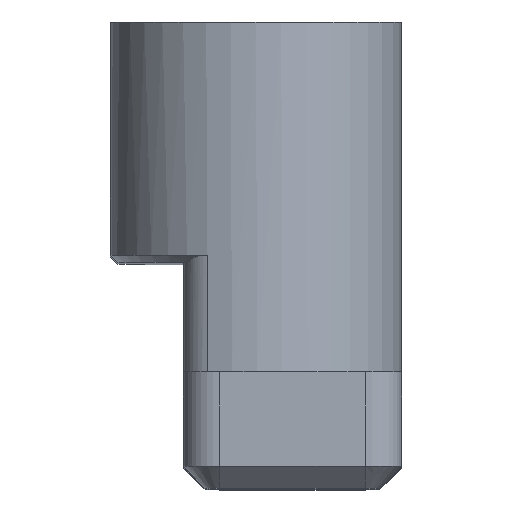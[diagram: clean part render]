
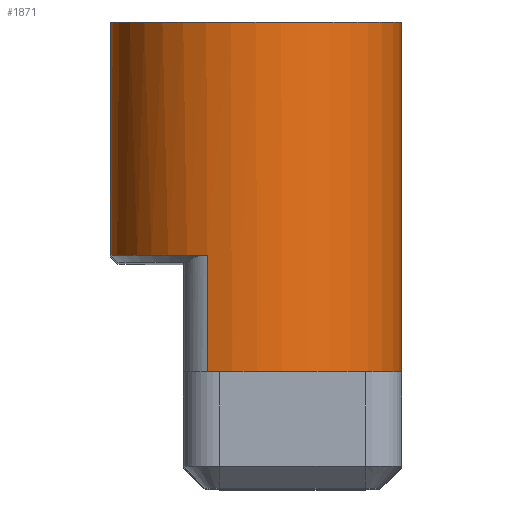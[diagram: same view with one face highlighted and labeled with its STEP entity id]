
A CAD part, top view. The second image highlights one B-rep face of the part: STEP entity #1871.
In plain terms, the highlighted cylindrical face has radius 4 mm (diameter 8 mm), a partial arc.
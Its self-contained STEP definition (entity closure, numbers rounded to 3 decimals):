
#40=CYLINDRICAL_SURFACE('',#2091,4.);
#203=FACE_OUTER_BOUND('',#305,.T.);
#305=EDGE_LOOP('',(#1713,#1714,#1715,#1716,#1717,#1718));
#405=LINE('',#3011,#578);
#477=LINE('',#3203,#650);
#484=LINE('',#3236,#657);
#578=VECTOR('',#2415,10.);
#650=VECTOR('',#2609,10.);
#657=VECTOR('',#2656,10.);
#663=CIRCLE('',#1908,4.);
#725=CIRCLE('',#2015,4.);
#757=CIRCLE('',#2092,4.);
#769=VERTEX_POINT('',#2703);
#771=VERTEX_POINT('',#2709);
#874=VERTEX_POINT('',#3009);
#879=VERTEX_POINT('',#3022);
#933=VERTEX_POINT('',#3201);
#939=VERTEX_POINT('',#3234);
#949=EDGE_CURVE('',#771,#769,#663,.T.);
#1095=EDGE_CURVE('',#874,#771,#405,.T.);
#1102=EDGE_CURVE('',#874,#879,#725,.T.);
#1194=EDGE_CURVE('',#879,#933,#477,.T.);
#1208=EDGE_CURVE('',#933,#939,#757,.T.);
#1209=EDGE_CURVE('',#939,#769,#484,.T.);
#1713=ORIENTED_EDGE('',*,*,#1095,.F.);
#1714=ORIENTED_EDGE('',*,*,#1102,.T.);
#1715=ORIENTED_EDGE('',*,*,#1194,.T.);
#1716=ORIENTED_EDGE('',*,*,#1208,.T.);
#1717=ORIENTED_EDGE('',*,*,#1209,.T.);
#1718=ORIENTED_EDGE('',*,*,#949,.F.);
#1871=ADVANCED_FACE('',(#203),#40,.T.);
#1908=AXIS2_PLACEMENT_3D('',#2718,#2121,#2122);
#2015=AXIS2_PLACEMENT_3D('',#3024,#2426,#2427);
#2091=AXIS2_PLACEMENT_3D('',#3233,#2652,#2653);
#2092=AXIS2_PLACEMENT_3D('',#3235,#2654,#2655);
#2121=DIRECTION('center_axis',(0.,-1.,0.));
#2122=DIRECTION('ref_axis',(-0.707,0.,0.707));
#2415=DIRECTION('',(0.,1.,0.));
#2426=DIRECTION('center_axis',(0.,1.,0.));
#2427=DIRECTION('ref_axis',(-0.707,0.,0.707));
#2609=DIRECTION('',(0.,1.,0.));
#2652=DIRECTION('center_axis',(0.,1.,0.));
#2653=DIRECTION('ref_axis',(-0.707,0.,0.707));
#2654=DIRECTION('center_axis',(0.,-1.,0.));
#2655=DIRECTION('ref_axis',(0.707,0.,0.707));
#2656=DIRECTION('',(0.,-1.,0.));
#2703=CARTESIAN_POINT('',(2.,0.2,-8.));
#2709=CARTESIAN_POINT('',(4.667,0.2,-4.229));
#2718=CARTESIAN_POINT('Origin',(6.,0.2,-8.));
#3009=CARTESIAN_POINT('',(4.667,-3.,-4.229));
#3011=CARTESIAN_POINT('',(4.667,0.,-4.229));
#3022=CARTESIAN_POINT('',(10.,-3.,-8.));
#3024=CARTESIAN_POINT('Origin',(6.,-3.,-8.));
#3201=CARTESIAN_POINT('',(10.,6.6,-8.));
#3203=CARTESIAN_POINT('',(10.,0.,-8.));
#3233=CARTESIAN_POINT('Origin',(6.,0.,-8.));
#3234=CARTESIAN_POINT('',(2.,6.6,-8.));
#3235=CARTESIAN_POINT('Origin',(6.,6.6,-8.));
#3236=CARTESIAN_POINT('',(2.,0.,-8.));
